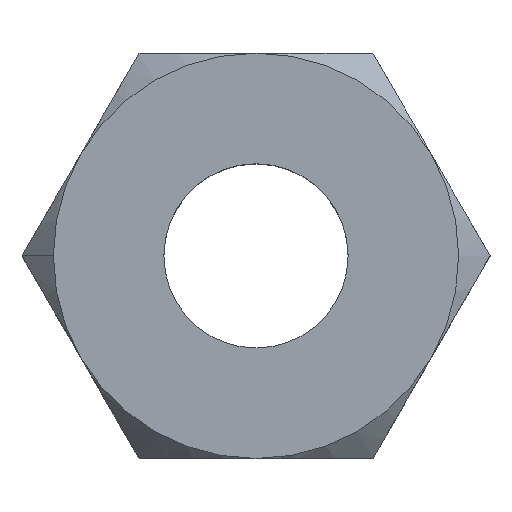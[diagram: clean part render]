
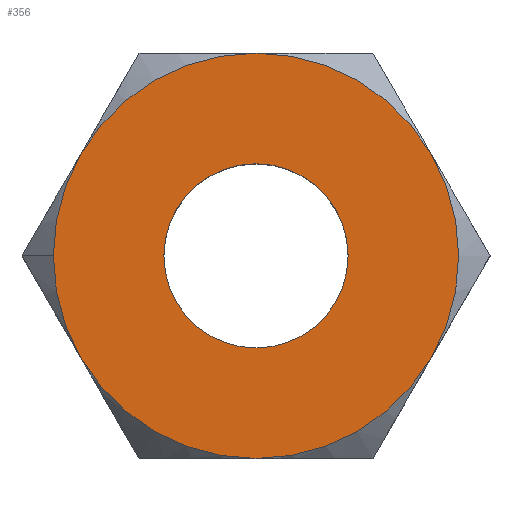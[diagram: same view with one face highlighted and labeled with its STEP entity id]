
A CAD part, top view. The second image highlights one B-rep face of the part: STEP entity #356.
In plain terms, the highlighted planar face has unit normal (0, 0, 1).
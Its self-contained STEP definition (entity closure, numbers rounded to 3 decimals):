
#12 = DIRECTION ( 'NONE',  ( 0., 0., 1. ) ) ;
#28 = CIRCLE ( 'NONE', #135, 1.25 ) ;
#42 = CIRCLE ( 'NONE', #80, 2.75 ) ;
#50 = DIRECTION ( 'NONE',  ( 0., 0., 1. ) ) ;
#52 = DIRECTION ( 'NONE',  ( 1., 0., 0. ) ) ;
#58 = CIRCLE ( 'NONE', #382, 2.75 ) ;
#60 = DIRECTION ( 'NONE',  ( 0., 0., 1. ) ) ;
#71 = EDGE_LOOP ( 'NONE', ( #446, #223 ) ) ;
#75 = ORIENTED_EDGE ( 'NONE', *, *, #538, .F. ) ;
#80 = AXIS2_PLACEMENT_3D ( 'NONE', #737, #678, #291 ) ;
#82 = AXIS2_PLACEMENT_3D ( 'NONE', #485, #480, #107 ) ;
#97 = CARTESIAN_POINT ( 'NONE',  ( -2.382, -1.375, 2.4 ) ) ;
#107 = DIRECTION ( 'NONE',  ( 1., 0., 0. ) ) ;
#110 = CARTESIAN_POINT ( 'NONE',  ( 0., 0., 2.4 ) ) ;
#121 = PLANE ( 'NONE',  #534 ) ;
#124 = AXIS2_PLACEMENT_3D ( 'NONE', #443, #813, #764 ) ;
#135 = AXIS2_PLACEMENT_3D ( 'NONE', #158, #12, #716 ) ;
#150 = ORIENTED_EDGE ( 'NONE', *, *, #503, .F. ) ;
#158 = CARTESIAN_POINT ( 'NONE',  ( 0., 0., 2.4 ) ) ;
#159 = VERTEX_POINT ( 'NONE', #170 ) ;
#160 = DIRECTION ( 'NONE',  ( 1., 0., 0. ) ) ;
#165 = CARTESIAN_POINT ( 'NONE',  ( -2.75, 0., 2.4 ) ) ;
#170 = CARTESIAN_POINT ( 'NONE',  ( -2.382, 1.375, 2.4 ) ) ;
#189 = EDGE_CURVE ( 'NONE', #281, #753, #719, .T. ) ;
#192 = DIRECTION ( 'NONE',  ( 1., 0., 0. ) ) ;
#217 = DIRECTION ( 'NONE',  ( 1., 0., 0. ) ) ;
#219 = CARTESIAN_POINT ( 'NONE',  ( 0., 0., 2.4 ) ) ;
#223 = ORIENTED_EDGE ( 'NONE', *, *, #189, .F. ) ;
#225 = CIRCLE ( 'NONE', #481, 2.75 ) ;
#226 = CIRCLE ( 'NONE', #431, 2.75 ) ;
#264 = CARTESIAN_POINT ( 'NONE',  ( 0., 2.75, 2.4 ) ) ;
#281 = VERTEX_POINT ( 'NONE', #506 ) ;
#288 = ORIENTED_EDGE ( 'NONE', *, *, #732, .F. ) ;
#289 = EDGE_CURVE ( 'NONE', #763, #794, #758, .T. ) ;
#291 = DIRECTION ( 'NONE',  ( 1., 0., 0. ) ) ;
#298 = EDGE_CURVE ( 'NONE', #159, #521, #603, .T. ) ;
#314 = CARTESIAN_POINT ( 'NONE',  ( 1.25, 0., 2.4 ) ) ;
#342 = CARTESIAN_POINT ( 'NONE',  ( 0., -2.75, 2.4 ) ) ;
#356 = ADVANCED_FACE ( 'NONE', ( #574, #635 ), #121, .T. ) ;
#370 = CARTESIAN_POINT ( 'NONE',  ( 2.382, 1.375, 2.4 ) ) ;
#379 = AXIS2_PLACEMENT_3D ( 'NONE', #612, #50, #160 ) ;
#382 = AXIS2_PLACEMENT_3D ( 'NONE', #110, #628, #52 ) ;
#416 = EDGE_CURVE ( 'NONE', #753, #281, #28, .T. ) ;
#431 = AXIS2_PLACEMENT_3D ( 'NONE', #691, #447, #192 ) ;
#436 = DIRECTION ( 'NONE',  ( 1., 0., 0. ) ) ;
#443 = CARTESIAN_POINT ( 'NONE',  ( 0., 0., 2.4 ) ) ;
#446 = ORIENTED_EDGE ( 'NONE', *, *, #416, .F. ) ;
#447 = DIRECTION ( 'NONE',  ( 0., 0., -1. ) ) ;
#469 = ORIENTED_EDGE ( 'NONE', *, *, #575, .F. ) ;
#477 = DIRECTION ( 'NONE',  ( 0., 0., -1. ) ) ;
#480 = DIRECTION ( 'NONE',  ( 0., 0., -1. ) ) ;
#481 = AXIS2_PLACEMENT_3D ( 'NONE', #219, #477, #217 ) ;
#485 = CARTESIAN_POINT ( 'NONE',  ( 0., 0., 2.4 ) ) ;
#500 = ORIENTED_EDGE ( 'NONE', *, *, #676, .F. ) ;
#503 = EDGE_CURVE ( 'NONE', #684, #763, #225, .T. ) ;
#506 = CARTESIAN_POINT ( 'NONE',  ( -1.25, 0., 2.4 ) ) ;
#512 = CARTESIAN_POINT ( 'NONE',  ( 2.382, -1.375, 2.4 ) ) ;
#518 = EDGE_LOOP ( 'NONE', ( #717, #150, #288, #811, #500, #75, #469 ) ) ;
#521 = VERTEX_POINT ( 'NONE', #264 ) ;
#534 = AXIS2_PLACEMENT_3D ( 'NONE', #641, #60, #571 ) ;
#538 = EDGE_CURVE ( 'NONE', #585, #589, #578, .T. ) ;
#571 = DIRECTION ( 'NONE',  ( 1., 0., 0. ) ) ;
#574 = FACE_BOUND ( 'NONE', #71, .T. ) ;
#575 = EDGE_CURVE ( 'NONE', #794, #585, #42, .T. ) ;
#578 = CIRCLE ( 'NONE', #82, 2.75 ) ;
#585 = VERTEX_POINT ( 'NONE', #97 ) ;
#589 = VERTEX_POINT ( 'NONE', #165 ) ;
#603 = CIRCLE ( 'NONE', #124, 2.75 ) ;
#612 = CARTESIAN_POINT ( 'NONE',  ( 0., 0., 2.4 ) ) ;
#628 = DIRECTION ( 'NONE',  ( 0., 0., -1. ) ) ;
#635 = FACE_OUTER_BOUND ( 'NONE', #518, .T. ) ;
#641 = CARTESIAN_POINT ( 'NONE',  ( 0., 0., 2.4 ) ) ;
#676 = EDGE_CURVE ( 'NONE', #589, #159, #58, .T. ) ;
#678 = DIRECTION ( 'NONE',  ( 0., 0., -1. ) ) ;
#684 = VERTEX_POINT ( 'NONE', #370 ) ;
#691 = CARTESIAN_POINT ( 'NONE',  ( 0., 0., 2.4 ) ) ;
#696 = DIRECTION ( 'NONE',  ( 0., 0., -1. ) ) ;
#716 = DIRECTION ( 'NONE',  ( 1., 0., 0. ) ) ;
#717 = ORIENTED_EDGE ( 'NONE', *, *, #289, .F. ) ;
#719 = CIRCLE ( 'NONE', #379, 1.25 ) ;
#732 = EDGE_CURVE ( 'NONE', #521, #684, #226, .T. ) ;
#737 = CARTESIAN_POINT ( 'NONE',  ( 0., 0., 2.4 ) ) ;
#753 = VERTEX_POINT ( 'NONE', #314 ) ;
#758 = CIRCLE ( 'NONE', #781, 2.75 ) ;
#763 = VERTEX_POINT ( 'NONE', #512 ) ;
#764 = DIRECTION ( 'NONE',  ( 1., 0., 0. ) ) ;
#781 = AXIS2_PLACEMENT_3D ( 'NONE', #815, #696, #436 ) ;
#794 = VERTEX_POINT ( 'NONE', #342 ) ;
#811 = ORIENTED_EDGE ( 'NONE', *, *, #298, .F. ) ;
#813 = DIRECTION ( 'NONE',  ( 0., 0., -1. ) ) ;
#815 = CARTESIAN_POINT ( 'NONE',  ( 0., 0., 2.4 ) ) ;
